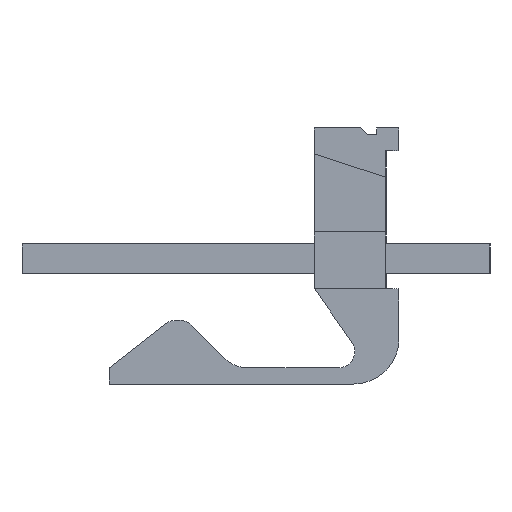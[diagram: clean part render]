
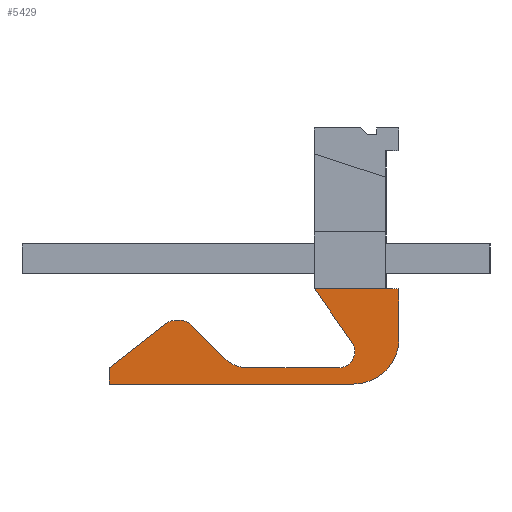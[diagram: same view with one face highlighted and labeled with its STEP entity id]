
A CAD part, left-side view. The second image highlights one B-rep face of the part: STEP entity #5429.
In plain terms, the highlighted planar face has unit normal (-1, 0, 0).
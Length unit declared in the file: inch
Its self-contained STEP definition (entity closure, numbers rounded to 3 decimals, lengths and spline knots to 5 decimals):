
#1301=DIRECTION('',(0.,1.,0.));
#1302=VECTOR('',#1301,0.11);
#1303=CARTESIAN_POINT('',(-0.78,-0.055,-0.12375));
#1304=LINE('',#1303,#1302);
#1604=DIRECTION('',(0.,-1.,0.));
#1605=VECTOR('',#1604,0.02);
#1606=CARTESIAN_POINT('',(-0.78,-0.055,-0.12375));
#1607=LINE('',#1606,#1605);
#1608=DIRECTION('',(0.,0.,-1.));
#1609=VECTOR('',#1608,0.0765);
#1610=CARTESIAN_POINT('',(-0.78,-0.075,-0.12375));
#1611=LINE('',#1610,#1609);
#1612=CARTESIAN_POINT('',(-0.78,-0.005,-0.20025));
#1613=DIRECTION('',(1.,0.,0.));
#1614=DIRECTION('',(0.,-1.,0.));
#1615=AXIS2_PLACEMENT_3D('',#1612,#1613,#1614);
#1617=DIRECTION('',(0.,1.,0.));
#1618=VECTOR('',#1617,0.376);
#1619=CARTESIAN_POINT('',(-0.78,-0.005,-0.27025));
#1620=LINE('',#1619,#1618);
#1621=DIRECTION('',(0.,0.,1.));
#1622=VECTOR('',#1621,0.025);
#1623=CARTESIAN_POINT('',(-0.78,0.371,-0.27025));
#1624=LINE('',#1623,#1622);
#1625=DIRECTION('',(0.,-0.788,0.616));
#1626=VECTOR('',#1625,0.10996);
#1627=CARTESIAN_POINT('',(-0.78,0.371,-0.24525));
#1628=LINE('',#1627,#1626);
#1629=CARTESIAN_POINT('',(-0.78,0.26896,-0.19725));
#1630=DIRECTION('',(1.,0.,0.));
#1631=DIRECTION('',(0.,0.616,0.788));
#1632=AXIS2_PLACEMENT_3D('',#1629,#1630,#1631);
#1634=DIRECTION('',(0.,-1.,0.));
#1635=VECTOR('',#1634,0.00694);
#1636=CARTESIAN_POINT('',(-0.78,0.26896,-0.17225));
#1637=LINE('',#1636,#1635);
#1638=CARTESIAN_POINT('',(-0.78,0.26202,-0.19725));
#1639=DIRECTION('',(1.,0.,0.));
#1640=DIRECTION('',(0.,0.,1.));
#1641=AXIS2_PLACEMENT_3D('',#1638,#1639,#1640);
#1643=DIRECTION('',(0.,-0.707,-0.707));
#1644=VECTOR('',#1643,0.07217);
#1645=CARTESIAN_POINT('',(-0.78,0.24434,-0.17957));
#1646=LINE('',#1645,#1644);
#1647=CARTESIAN_POINT('',(-0.78,0.15795,-0.19525));
#1648=DIRECTION('',(-1.,0.,0.));
#1649=DIRECTION('',(0.,0.707,-0.707));
#1650=AXIS2_PLACEMENT_3D('',#1647,#1648,#1649);
#1652=DIRECTION('',(0.,-1.,0.));
#1653=VECTOR('',#1652,0.14);
#1654=CARTESIAN_POINT('',(-0.78,0.15795,-0.24525));
#1655=LINE('',#1654,#1653);
#1656=CARTESIAN_POINT('',(-0.78,0.01795,-0.22025));
#1657=DIRECTION('',(-1.,0.,0.));
#1658=DIRECTION('',(0.,0.,-1.));
#1659=AXIS2_PLACEMENT_3D('',#1656,#1657,#1658);
#1661=DIRECTION('',(0.,0.574,0.819));
#1662=VECTOR('',#1661,0.1003);
#1663=CARTESIAN_POINT('',(-0.78,-0.00253,-0.20591));
#1664=LINE('',#1663,#1662);
#2265=CARTESIAN_POINT('',(-0.78,-0.075,-0.12375));
#2266=CARTESIAN_POINT('',(-0.78,-0.075,-0.20025));
#2267=VERTEX_POINT('',#2265);
#2268=VERTEX_POINT('',#2266);
#2269=CARTESIAN_POINT('',(-0.78,-0.005,-0.27025));
#2270=CARTESIAN_POINT('',(-0.78,0.371,-0.27025));
#2271=VERTEX_POINT('',#2269);
#2272=VERTEX_POINT('',#2270);
#2273=CARTESIAN_POINT('',(-0.78,0.371,-0.24525));
#2274=VERTEX_POINT('',#2273);
#2275=CARTESIAN_POINT('',(-0.78,0.28435,-0.17755));
#2276=VERTEX_POINT('',#2275);
#2277=CARTESIAN_POINT('',(-0.78,0.26896,-0.17225));
#2278=CARTESIAN_POINT('',(-0.78,0.26202,-0.17225));
#2279=VERTEX_POINT('',#2277);
#2280=VERTEX_POINT('',#2278);
#2281=CARTESIAN_POINT('',(-0.78,0.24434,-0.17957));
#2282=CARTESIAN_POINT('',(-0.78,0.1933,-0.23061));
#2283=VERTEX_POINT('',#2281);
#2284=VERTEX_POINT('',#2282);
#2285=CARTESIAN_POINT('',(-0.78,0.15795,-0.24525));
#2286=CARTESIAN_POINT('',(-0.78,0.01795,-0.24525));
#2287=VERTEX_POINT('',#2285);
#2288=VERTEX_POINT('',#2286);
#2293=CARTESIAN_POINT('',(-0.78,-0.055,-0.12375));
#2294=CARTESIAN_POINT('',(-0.78,0.055,-0.12375));
#2295=VERTEX_POINT('',#2293);
#2296=VERTEX_POINT('',#2294);
#2299=CARTESIAN_POINT('',(-0.78,-0.00253,-0.20591));
#2300=VERTEX_POINT('',#2299);
#5407=CARTESIAN_POINT('',(-0.78,0.,0.));
#5408=DIRECTION('',(1.,0.,0.));
#5409=DIRECTION('',(0.,0.,-1.));
#5410=AXIS2_PLACEMENT_3D('',#5407,#5408,#5409);
#5411=PLANE('',#5410);
#5412=ORIENTED_EDGE('',*,*,#4898,.F.);
#5413=ORIENTED_EDGE('',*,*,#5059,.T.);
#5414=ORIENTED_EDGE('',*,*,#5032,.T.);
#5415=ORIENTED_EDGE('',*,*,#5401,.T.);
#5416=ORIENTED_EDGE('',*,*,#5375,.T.);
#5417=ORIENTED_EDGE('',*,*,#5348,.T.);
#5418=ORIENTED_EDGE('',*,*,#5321,.T.);
#5419=ORIENTED_EDGE('',*,*,#5294,.T.);
#5420=ORIENTED_EDGE('',*,*,#5267,.T.);
#5421=ORIENTED_EDGE('',*,*,#5240,.T.);
#5422=ORIENTED_EDGE('',*,*,#5213,.T.);
#5423=ORIENTED_EDGE('',*,*,#5186,.T.);
#5424=ORIENTED_EDGE('',*,*,#5159,.T.);
#5425=ORIENTED_EDGE('',*,*,#5132,.T.);
#5426=ORIENTED_EDGE('',*,*,#4965,.T.);
#5427=EDGE_LOOP('',(#5412,#5413,#5414,#5415,#5416,#5417,#5418,#5419,#5420,#5421,
#5422,#5423,#5424,#5425,#5426));
#5428=FACE_OUTER_BOUND('',#5427,.F.);
#5429=ADVANCED_FACE('',(#5428),#5411,.F.);
#1616=CIRCLE('',#1615,0.07);
#1633=CIRCLE('',#1632,0.025);
#1642=CIRCLE('',#1641,0.025);
#1651=CIRCLE('',#1650,0.05);
#1660=CIRCLE('',#1659,0.025);
#4898=EDGE_CURVE('',#2295,#2296,#1304,.T.);
#4965=EDGE_CURVE('',#2300,#2296,#1664,.T.);
#5032=EDGE_CURVE('',#2267,#2268,#1611,.T.);
#5059=EDGE_CURVE('',#2295,#2267,#1607,.T.);
#5132=EDGE_CURVE('',#2288,#2300,#1660,.T.);
#5159=EDGE_CURVE('',#2287,#2288,#1655,.T.);
#5186=EDGE_CURVE('',#2284,#2287,#1651,.T.);
#5213=EDGE_CURVE('',#2283,#2284,#1646,.T.);
#5240=EDGE_CURVE('',#2280,#2283,#1642,.T.);
#5267=EDGE_CURVE('',#2279,#2280,#1637,.T.);
#5294=EDGE_CURVE('',#2276,#2279,#1633,.T.);
#5321=EDGE_CURVE('',#2274,#2276,#1628,.T.);
#5348=EDGE_CURVE('',#2272,#2274,#1624,.T.);
#5375=EDGE_CURVE('',#2271,#2272,#1620,.T.);
#5401=EDGE_CURVE('',#2268,#2271,#1616,.T.);
